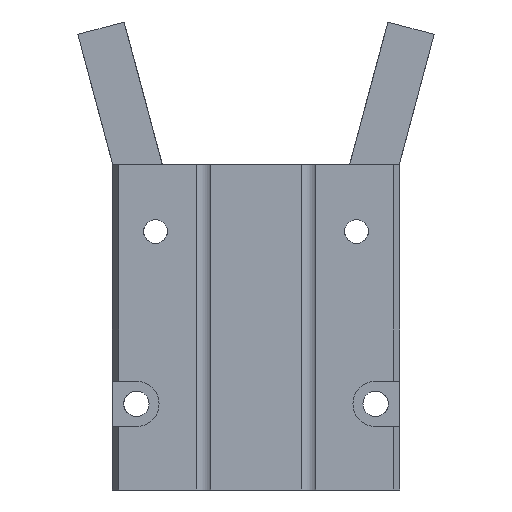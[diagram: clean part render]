
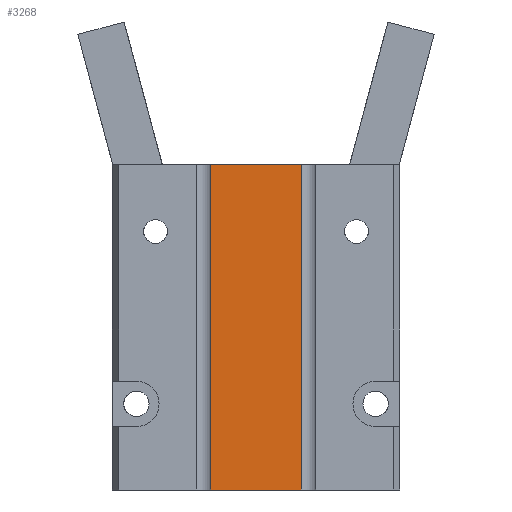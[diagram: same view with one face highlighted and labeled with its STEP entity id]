
A CAD part, front view. The second image highlights one B-rep face of the part: STEP entity #3268.
In plain terms, the highlighted planar face has unit normal (0, -1, 0).
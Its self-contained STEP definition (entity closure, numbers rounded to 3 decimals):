
#3229=CARTESIAN_POINT('',(-9.5,-20.,68.));
#3230=VERTEX_POINT('Vertex83',#3229);
#3231=CARTESIAN_POINT('',(-9.5,-20.,0.));
#3232=VERTEX_POINT('Vertex82',#3231);
#3233=CARTESIAN_POINT('',(-9.5,-20.,34.));
#3234=DIRECTION('',(0.,0.,-1.));
#3235=VECTOR('',#3234,1.);
#3236=LINE('nurbsCrv106',#3233,#3235);
#3237=EDGE_CURVE('Edge106',#3230,#3232,#3236,.T.);
#3238=ORIENTED_EDGE('Edgeuse190',*,*,#3237,.T.);
#3239=CARTESIAN_POINT('',(9.5,-20.,0.));
#3240=VERTEX_POINT('Vertex84',#3239);
#3241=CARTESIAN_POINT('',(0.,-20.,0.));
#3242=DIRECTION('',(-1.,0.,0.));
#3243=VECTOR('',#3242,1.);
#3244=LINE('nurbsCrv107',#3241,#3243);
#3245=EDGE_CURVE('Edge107',#3240,#3232,#3244,.T.);
#3246=ORIENTED_EDGE('Edgeuse191',*,*,#3245,.F.);
#3247=CARTESIAN_POINT('',(9.5,-20.,68.));
#3248=VERTEX_POINT('Vertex85',#3247);
#3249=CARTESIAN_POINT('',(9.5,-20.,34.));
#3250=DIRECTION('',(0.,0.,1.));
#3251=VECTOR('',#3250,1.);
#3252=LINE('nurbsCrv108',#3249,#3251);
#3253=EDGE_CURVE('Edge108',#3240,#3248,#3252,.T.);
#3254=ORIENTED_EDGE('Edgeuse192',*,*,#3253,.T.);
#3255=CARTESIAN_POINT('',(0.,-20.,68.));
#3256=DIRECTION('',(-1.,0.,0.));
#3257=VECTOR('',#3256,1.);
#3258=LINE('nurbsCrv109',#3255,#3257);
#3259=EDGE_CURVE('Edge109',#3248,#3230,#3258,.T.);
#3260=ORIENTED_EDGE('Edgeuse193',*,*,#3259,.T.);
#3261=EDGE_LOOP('',(#3238,#3246,#3254,#3260));
#3262=FACE_OUTER_BOUND('',#3261,.T.);
#3263=CARTESIAN_POINT('',(0.,-20.,34.));
#3264=DIRECTION('',(0.,-1.,0.));
#3265=DIRECTION('',(1.,0.,0.));
#3266=AXIS2_PLACEMENT_3D('',#3263,#3264,#3265);
#3267=PLANE('nurbsSrf33',#3266);
#3268=ADVANCED_FACE('Face33',(#3262),#3267,.T.);
